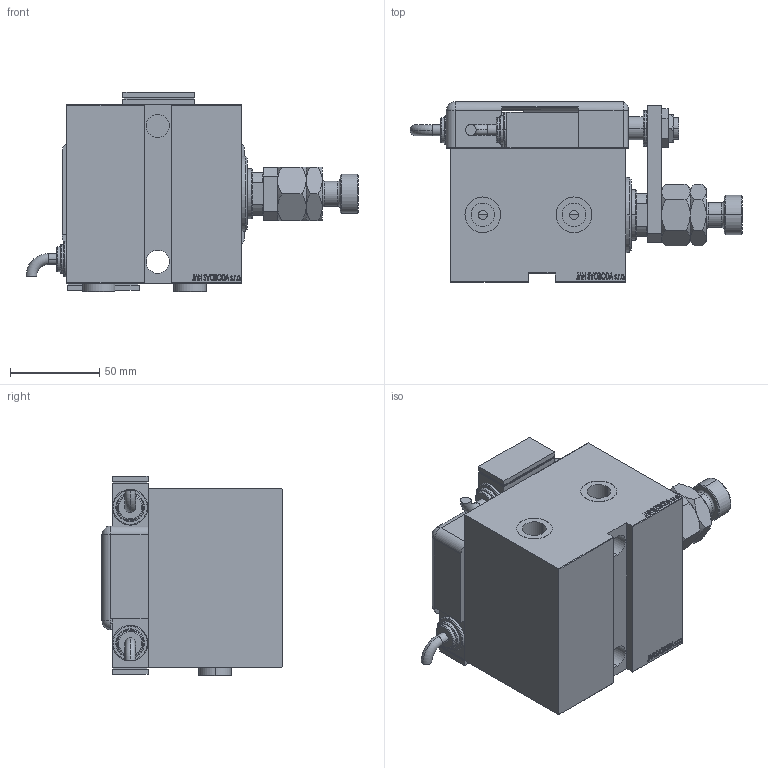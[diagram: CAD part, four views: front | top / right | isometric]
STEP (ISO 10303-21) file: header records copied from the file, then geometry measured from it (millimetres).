
FILE_DESCRIPTION (( 'STEP AP203' ), '1' );
FILE_NAME ('8f31.STEP', '2024-05-29T05:08:01', ( '' ), ( '' ), 'SwSTEP 2.0', 'SolidWorks 2019', '' );
FILE_SCHEMA (( 'CONFIG_CONTROL_DESIGN' ));
Length unit declared in the file: millimetre
Products named in the file (15): SWITCH_Q_FRONT_BACK 9488b2087534c3fabe986bf6ceee48fd; Zatka_OIL_PORT 9488b2087534c3fabe986bf6ceee48fd; NUT_D19 9488b2087534c3fabe986bf6ceee48fd; V450CM_E_VCP 9488b2087534c3fabe986bf6ceee48fd; TYC 9488b2087534c3fabe986bf6ceee48fd; SWITCH Q 9488b2087534c3fabe986bf6ceee48fd; V450CM_E_Body 9488b2087534c3fabe986bf6ceee48fd; ZARAZKA_Q 9488b2087534c3fabe986bf6ceee48fd; SWITCH DIM A_G 9488b2087534c3fabe986bf6ceee48fd; KRYT 9488b2087534c3fabe986bf6ceee48fd; V450CM_VC_B 9488b2087534c3fabe986bf6ceee48fd; MAGNETIC SWITCH Q 9488b2087534c3fabe986bf6ceee48fd; Q_T_W_MFA 9488b2087534c3fabe986bf6ceee48fd; 8f31; NUT_D13 9488b2087534c3fabe986bf6ceee48fd
Assembly tree (16 placements, depth 3):
  8f31
    V450CM_E_Body 9488b2087534c3fabe986bf6ceee48fd
    V450CM_E_VCP 9488b2087534c3fabe986bf6ceee48fd
    V450CM_VC_B 9488b2087534c3fabe986bf6ceee48fd
    MAGNETIC SWITCH Q 9488b2087534c3fabe986bf6ceee48fd
      SWITCH_Q_FRONT_BACK 9488b2087534c3fabe986bf6ceee48fd
      TYC 9488b2087534c3fabe986bf6ceee48fd
      ZARAZKA_Q 9488b2087534c3fabe986bf6ceee48fd
      SWITCH DIM A_G 9488b2087534c3fabe986bf6ceee48fd
      NUT_D19 9488b2087534c3fabe986bf6ceee48fd
      NUT_D13 9488b2087534c3fabe986bf6ceee48fd
      KRYT 9488b2087534c3fabe986bf6ceee48fd
      SWITCH Q 9488b2087534c3fabe986bf6ceee48fd  x2
    Q_T_W_MFA 9488b2087534c3fabe986bf6ceee48fd
    Zatka_OIL_PORT 9488b2087534c3fabe986bf6ceee48fd  x2
Bounding box: 185.76 x 100.8 x 111.9 mm (x, y, z)
Volume: 838708.4 mm3; surface area: 161200.6 mm2
Topology: 16 solids, 16 shells, 1338 faces, 3354 edges, 2197 vertices
Faces by surface type: plane 666, bspline 471, cylinder 119, cone 54, torus 26, sphere 2
Entity records: 61511 total; most frequent: CARTESIAN_POINT 32227, ORIENTED_EDGE 6432, DIRECTION 4162, EDGE_CURVE 3216, VERTEX_POINT 2113, LINE 1894, VECTOR 1894, EDGE_LOOP 1451
